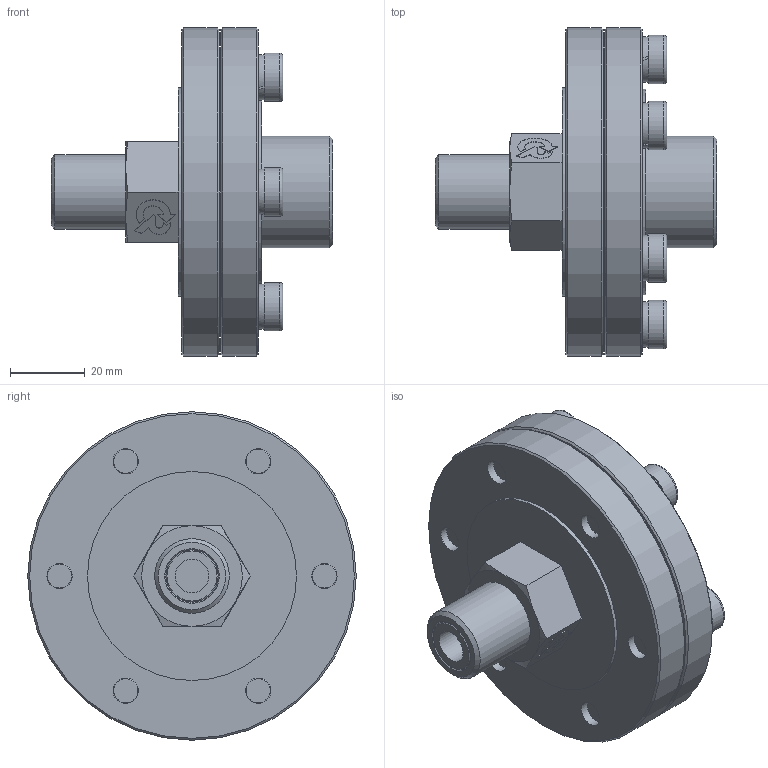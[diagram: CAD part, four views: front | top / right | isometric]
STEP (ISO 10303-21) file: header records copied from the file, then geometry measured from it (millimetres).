
FILE_DESCRIPTION(/* description */ ('РМ-С10m'),/* implementation_level */ '2;1');
FILE_NAME(/* name */ 'РМ-С10m.stp',/* time_stamp */ '2023-10-09T11:25:09+03:00',/* author */ ('Tech'),/* organization */ (''),/* preprocessor_version */ 'ST-DEVELOPER v18.1',/* originating_system */ 'Autodesk Inventor 2021',/* authorisation */ '');
FILE_SCHEMA (('AUTOMOTIVE_DESIGN { 1 0 10303 214 3 1 1 }'));
Length unit declared in the file: millimetre
Products named in the file (1): РМ-С10m
Bounding box: 75.5 x 88 x 88 mm (x, y, z)
Volume: 153525.3 mm3; surface area: 46457.4 mm2
Topology: 14 solids, 14 shells, 225 faces, 580 edges, 404 vertices
Faces by surface type: plane 129, cylinder 57, cone 27, torus 12
Full cylindrical faces by diameter (mm): 6.75 x6, 7 x1, 8 x12, 9 x1, 13 x6, 18.5 x1, 20 x1, 30 x1, 55 x1, 56 x1, 58 x2, 88 x2
Entity records: 7129 total; most frequent: CARTESIAN_POINT 1312, DIRECTION 1240, ORIENTED_EDGE 1148, EDGE_CURVE 574, AXIS2_PLACEMENT_3D 494, VERTEX_POINT 404, EDGE_LOOP 276, LINE 252
